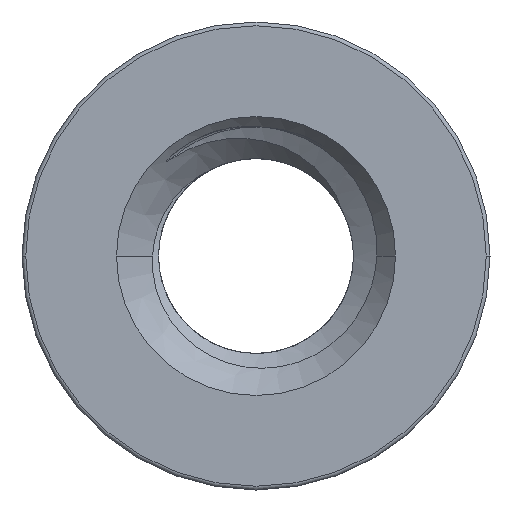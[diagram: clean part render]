
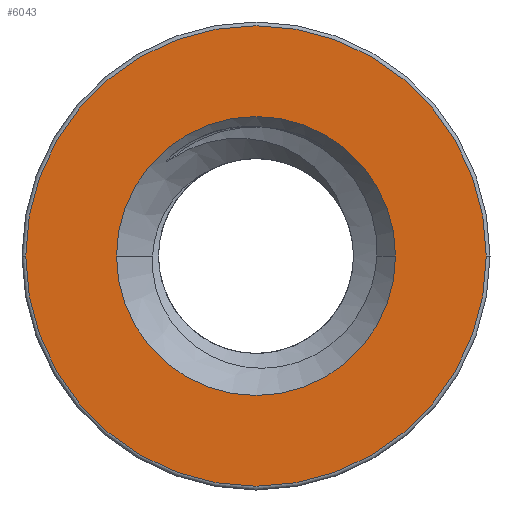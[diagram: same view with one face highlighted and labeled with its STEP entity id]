
A CAD part, left-side view. The second image highlights one B-rep face of the part: STEP entity #6043.
In plain terms, the highlighted planar face has unit normal (-1, 0, 0).
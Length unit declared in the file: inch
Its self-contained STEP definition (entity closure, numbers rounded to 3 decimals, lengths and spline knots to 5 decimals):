
#2803=CARTESIAN_POINT('',(-0.46875,0.,0.));
#2804=DIRECTION('',(-1.,0.,0.));
#2805=DIRECTION('',(0.,1.,0.));
#2806=AXIS2_PLACEMENT_3D('',#2803,#2804,#2805);
#2808=CARTESIAN_POINT('',(-0.46875,0.,0.));
#2809=DIRECTION('',(-1.,0.,0.));
#2810=DIRECTION('',(0.,-1.,0.));
#2811=AXIS2_PLACEMENT_3D('',#2808,#2809,#2810);
#2813=CARTESIAN_POINT('',(-0.46875,0.,0.));
#2814=DIRECTION('',(-1.,0.,0.));
#2815=DIRECTION('',(0.,1.,0.));
#2816=AXIS2_PLACEMENT_3D('',#2813,#2814,#2815);
#2818=CARTESIAN_POINT('',(-0.46875,0.,0.));
#2819=DIRECTION('',(-1.,0.,0.));
#2820=DIRECTION('',(0.,-1.,0.));
#2821=AXIS2_PLACEMENT_3D('',#2818,#2819,#2820);
#3020=CARTESIAN_POINT('',(-0.46875,0.123,0.));
#3021=CARTESIAN_POINT('',(-0.46875,-0.123,0.));
#3022=VERTEX_POINT('',#3020);
#3023=VERTEX_POINT('',#3021);
#3028=CARTESIAN_POINT('',(-0.46875,0.07452,0.));
#3030=VERTEX_POINT('',#3028);
#3032=CARTESIAN_POINT('',(-0.46875,-0.07452,0.));
#3034=VERTEX_POINT('',#3032);
#6028=CARTESIAN_POINT('',(-0.46875,0.,0.));
#6029=DIRECTION('',(1.,0.,0.));
#6030=DIRECTION('',(0.,-1.,0.));
#6031=AXIS2_PLACEMENT_3D('',#6028,#6029,#6030);
#6032=PLANE('',#6031);
#6034=ORIENTED_EDGE('',*,*,#6033,.F.);
#6036=ORIENTED_EDGE('',*,*,#6035,.F.);
#6037=EDGE_LOOP('',(#6034,#6036));
#6038=FACE_OUTER_BOUND('',#6037,.F.);
#6039=ORIENTED_EDGE('',*,*,#4850,.T.);
#6040=ORIENTED_EDGE('',*,*,#4826,.T.);
#6041=EDGE_LOOP('',(#6039,#6040));
#6042=FACE_BOUND('',#6041,.F.);
#2807=CIRCLE('',#2806,0.123);
#2812=CIRCLE('',#2811,0.123);
#2817=CIRCLE('',#2816,0.07452);
#2822=CIRCLE('',#2821,0.07452);
#4826=EDGE_CURVE('',#3034,#3030,#2822,.T.);
#4850=EDGE_CURVE('',#3030,#3034,#2817,.T.);
#6033=EDGE_CURVE('',#3022,#3023,#2807,.T.);
#6035=EDGE_CURVE('',#3023,#3022,#2812,.T.);
#6043=ADVANCED_FACE('',(#6038,#6042),#6032,.F.);
